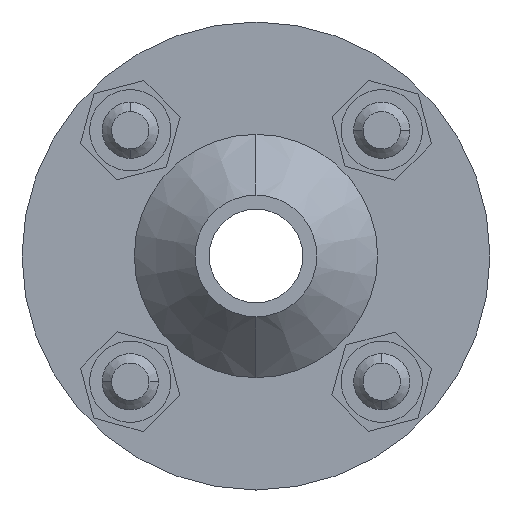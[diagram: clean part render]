
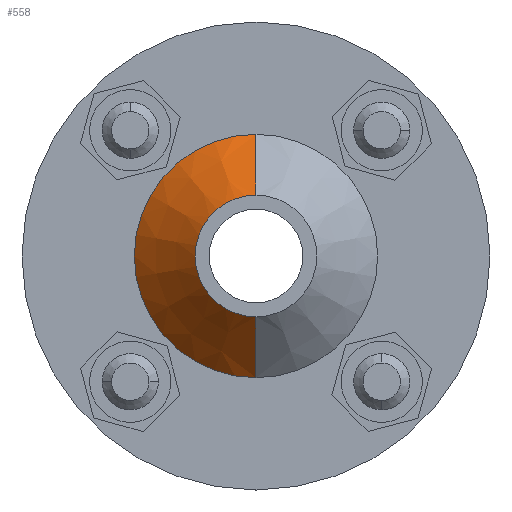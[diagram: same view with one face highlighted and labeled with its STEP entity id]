
A CAD part, left-side view. The second image highlights one B-rep face of the part: STEP entity #558.
In plain terms, the highlighted conical face has half-angle 45 degrees and reference radius 13 mm.
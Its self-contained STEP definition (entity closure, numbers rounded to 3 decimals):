
#57 = DIRECTION ( 'NONE',  ( -1., 0., 0. ) ) ;
#206 = DIRECTION ( 'NONE',  ( 0., 0., 1. ) ) ;
#505 = VERTEX_POINT ( 'NONE', #12306 ) ;
#558 = ADVANCED_FACE ( 'NONE', ( #10047 ), #12593, .T. ) ;
#1190 = LINE ( 'NONE', #9521, #8639 ) ;
#1227 = CARTESIAN_POINT ( 'NONE',  ( -42.5, 0., 0. ) ) ;
#1484 = VERTEX_POINT ( 'NONE', #3236 ) ;
#2403 = EDGE_CURVE ( 'NONE', #505, #5084, #12858, .T. ) ;
#3111 = AXIS2_PLACEMENT_3D ( 'NONE', #9378, #15154, #8057 ) ;
#3211 = VERTEX_POINT ( 'NONE', #6888 ) ;
#3236 = CARTESIAN_POINT ( 'NONE',  ( -36., 0., -13. ) ) ;
#4114 = VECTOR ( 'NONE', #10825, 1000. ) ;
#4304 = EDGE_CURVE ( 'NONE', #3211, #1484, #12052, .T. ) ;
#4521 = ORIENTED_EDGE ( 'NONE', *, *, #4888, .T. ) ;
#4621 = CARTESIAN_POINT ( 'NONE',  ( -36., 0., 13. ) ) ;
#4888 = EDGE_CURVE ( 'NONE', #505, #3211, #8265, .T. ) ;
#5084 = VERTEX_POINT ( 'NONE', #13322 ) ;
#5363 = ORIENTED_EDGE ( 'NONE', *, *, #7139, .F. ) ;
#5780 = ORIENTED_EDGE ( 'NONE', *, *, #2403, .F. ) ;
#6466 = CARTESIAN_POINT ( 'NONE',  ( -36., 0., 0. ) ) ;
#6633 = ORIENTED_EDGE ( 'NONE', *, *, #4304, .T. ) ;
#6888 = CARTESIAN_POINT ( 'NONE',  ( -36., 0., 13. ) ) ;
#7139 = EDGE_CURVE ( 'NONE', #5084, #1484, #1190, .T. ) ;
#8057 = DIRECTION ( 'NONE',  ( 0., 0., 1. ) ) ;
#8265 = LINE ( 'NONE', #4621, #4114 ) ;
#8355 = AXIS2_PLACEMENT_3D ( 'NONE', #1227, #57, #206 ) ;
#8639 = VECTOR ( 'NONE', #14282, 1000. ) ;
#9378 = CARTESIAN_POINT ( 'NONE',  ( -36., 0., 0. ) ) ;
#9521 = CARTESIAN_POINT ( 'NONE',  ( -36., 0., -13. ) ) ;
#10047 = FACE_OUTER_BOUND ( 'NONE', #14122, .T. ) ;
#10825 = DIRECTION ( 'NONE',  ( 0.707, 0., 0.707 ) ) ;
#11222 = DIRECTION ( 'NONE',  ( 1., 0., 0. ) ) ;
#11455 = DIRECTION ( 'NONE',  ( 0., 0., -1. ) ) ;
#11840 = AXIS2_PLACEMENT_3D ( 'NONE', #6466, #11222, #11455 ) ;
#12052 = CIRCLE ( 'NONE', #3111, 13. ) ;
#12306 = CARTESIAN_POINT ( 'NONE',  ( -42.5, 0., 6.5 ) ) ;
#12593 = CONICAL_SURFACE ( 'NONE', #11840, 13., 0.785 ) ;
#12858 = CIRCLE ( 'NONE', #8355, 6.5 ) ;
#13322 = CARTESIAN_POINT ( 'NONE',  ( -42.5, 0., -6.5 ) ) ;
#14122 = EDGE_LOOP ( 'NONE', ( #5780, #4521, #6633, #5363 ) ) ;
#14282 = DIRECTION ( 'NONE',  ( 0.707, 0., -0.707 ) ) ;
#15154 = DIRECTION ( 'NONE',  ( -1., 0., 0. ) ) ;
